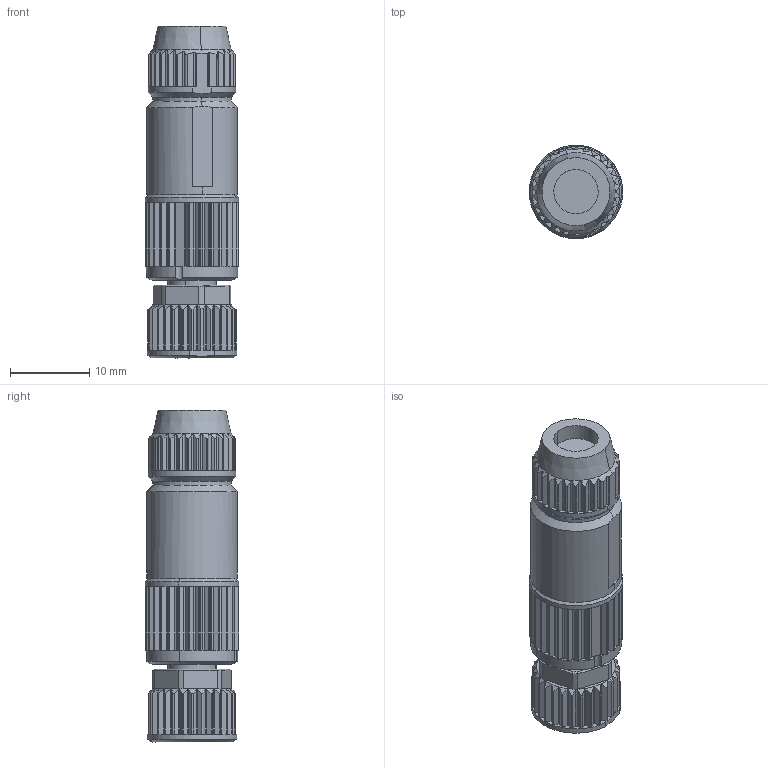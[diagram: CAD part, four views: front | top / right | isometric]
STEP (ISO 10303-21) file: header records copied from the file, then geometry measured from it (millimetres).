
FILE_DESCRIPTION(('CATIA V5 STEP Exchange','CAx-IF Rec.Pracs.--- Model Styling and Organization---1.4--- 2014-01-23'),'2;1');
FILE_NAME ('021434-2_0', '2021-02-04T13:19:23+00:00', ('none'), ('Weidmueller'), 'CATIA Version 5-6 Release 2016 SP3 HF44', 'CATIA V5 STEP AP214', 'none');
FILE_SCHEMA(('AUTOMOTIVE_DESIGN { 1 0 10303 214 1 1 1 1 }'));
Length unit declared in the file: millimetre
Products named in the file (1): 1784050001
Bounding box: 11.8 x 11.8 x 41.95 mm (x, y, z)
Volume: 3648 mm3; surface area: 2955 mm2
Topology: 5 solids, 5 shells, 529 faces, 1510 edges, 1002 vertices
Faces by surface type: cylinder 245, plane 242, cone 34, bspline 8
Entity records: 18523 total; most frequent: CARTESIAN_POINT 5462, ORIENTED_EDGE 3020, DIRECTION 2177, EDGE_CURVE 1510, VERTEX_POINT 1002, AXIS2_PLACEMENT_3D 938, VECTOR 737, LINE 737
